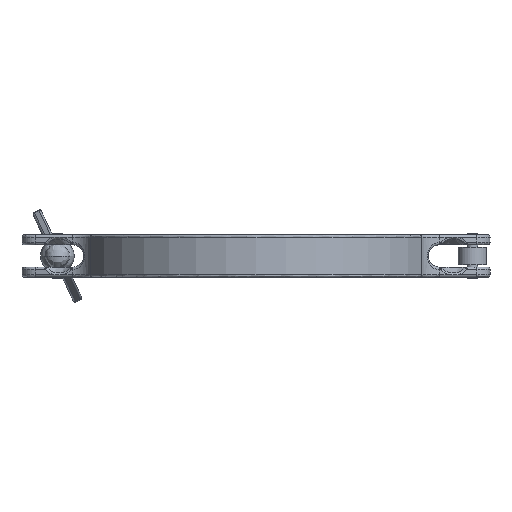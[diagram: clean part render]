
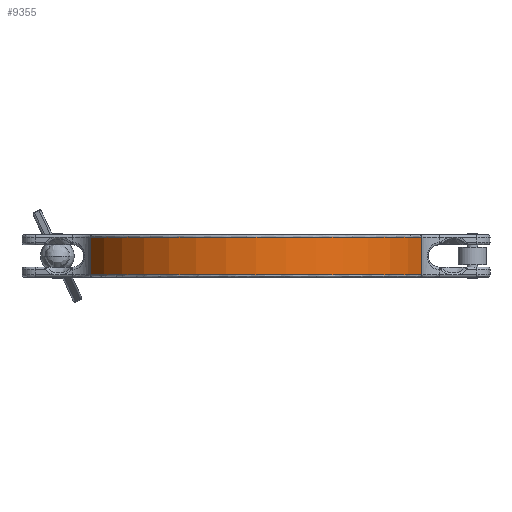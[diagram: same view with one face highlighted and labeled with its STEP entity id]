
A CAD part, front view. The second image highlights one B-rep face of the part: STEP entity #9355.
In plain terms, the highlighted cylindrical face has radius 101 mm (diameter 202 mm), a partial arc.
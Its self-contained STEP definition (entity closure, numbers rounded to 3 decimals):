
#449 = EDGE_CURVE ( 'NONE', #15547, #14851, #12338, .T. ) ;
#658 = EDGE_CURVE ( 'NONE', #3486, #15547, #6406, .T. ) ;
#1033 = DIRECTION ( 'NONE',  ( 0., 0., -1. ) ) ;
#1226 = DIRECTION ( 'NONE',  ( 0., 0., -1. ) ) ;
#1370 = ORIENTED_EDGE ( 'NONE', *, *, #6342, .T. ) ;
#1456 = DIRECTION ( 'NONE',  ( -1., 0., 0. ) ) ;
#2397 = AXIS2_PLACEMENT_3D ( 'NONE', #2643, #1226, #3887 ) ;
#2643 = CARTESIAN_POINT ( 'NONE',  ( 0., 0., 12. ) ) ;
#3486 = VERTEX_POINT ( 'NONE', #10894 ) ;
#3887 = DIRECTION ( 'NONE',  ( -1., 0., 0. ) ) ;
#3906 = DIRECTION ( 'NONE',  ( 0., 0., 1. ) ) ;
#4758 = LINE ( 'NONE', #6167, #15156 ) ;
#6094 = AXIS2_PLACEMENT_3D ( 'NONE', #13600, #9599, #1456 ) ;
#6167 = CARTESIAN_POINT ( 'NONE',  ( -93.867, -37.282, 12. ) ) ;
#6342 = EDGE_CURVE ( 'NONE', #6753, #3486, #10133, .T. ) ;
#6406 = LINE ( 'NONE', #7648, #8075 ) ;
#6733 = DIRECTION ( 'NONE',  ( -1., 0., 0. ) ) ;
#6753 = VERTEX_POINT ( 'NONE', #10921 ) ;
#6875 = ORIENTED_EDGE ( 'NONE', *, *, #8383, .T. ) ;
#7648 = CARTESIAN_POINT ( 'NONE',  ( 93.867, -37.282, 12. ) ) ;
#7797 = CARTESIAN_POINT ( 'NONE',  ( 0., 0., -10.5 ) ) ;
#8036 = FACE_OUTER_BOUND ( 'NONE', #16456, .T. ) ;
#8075 = VECTOR ( 'NONE', #11822, 1000. ) ;
#8383 = EDGE_CURVE ( 'NONE', #14851, #6753, #4758, .T. ) ;
#8386 = CARTESIAN_POINT ( 'NONE',  ( -93.867, -37.282, 10.5 ) ) ;
#9355 = ADVANCED_FACE ( 'NONE', ( #8036 ), #9368, .T. ) ;
#9368 = CYLINDRICAL_SURFACE ( 'NONE', #2397, 101. ) ;
#9599 = DIRECTION ( 'NONE',  ( 0., 0., -1. ) ) ;
#9914 = ORIENTED_EDGE ( 'NONE', *, *, #658, .T. ) ;
#10133 = CIRCLE ( 'NONE', #17225, 101. ) ;
#10894 = CARTESIAN_POINT ( 'NONE',  ( 93.867, -37.282, -10.5 ) ) ;
#10921 = CARTESIAN_POINT ( 'NONE',  ( -93.867, -37.282, -10.5 ) ) ;
#11043 = ORIENTED_EDGE ( 'NONE', *, *, #449, .T. ) ;
#11822 = DIRECTION ( 'NONE',  ( 0., 0., 1. ) ) ;
#12338 = CIRCLE ( 'NONE', #6094, 101. ) ;
#13600 = CARTESIAN_POINT ( 'NONE',  ( 0., 0., 10.5 ) ) ;
#14103 = CARTESIAN_POINT ( 'NONE',  ( 93.867, -37.282, 10.5 ) ) ;
#14851 = VERTEX_POINT ( 'NONE', #8386 ) ;
#15156 = VECTOR ( 'NONE', #1033, 1000. ) ;
#15547 = VERTEX_POINT ( 'NONE', #14103 ) ;
#16456 = EDGE_LOOP ( 'NONE', ( #9914, #11043, #6875, #1370 ) ) ;
#17225 = AXIS2_PLACEMENT_3D ( 'NONE', #7797, #3906, #6733 ) ;
